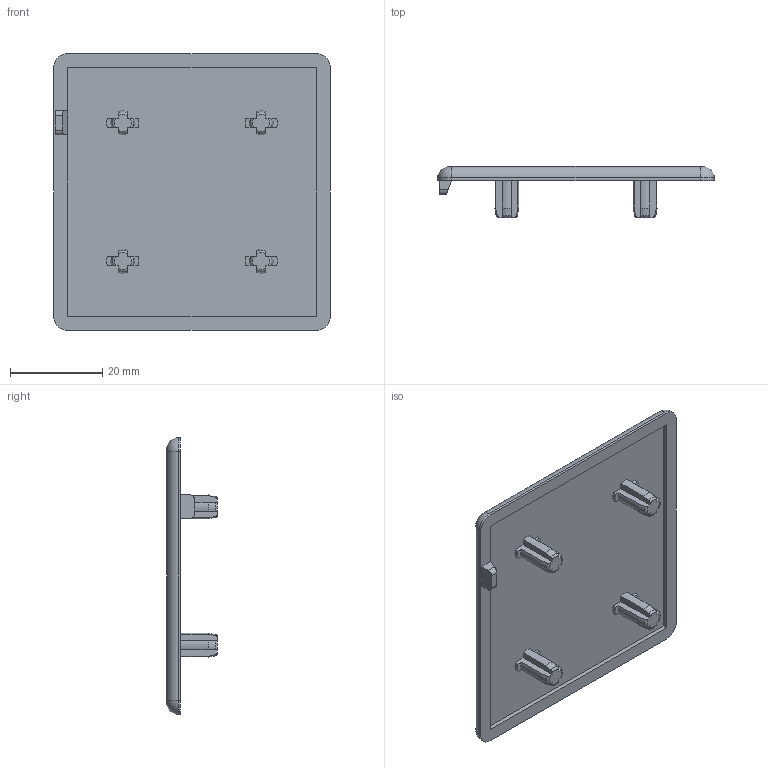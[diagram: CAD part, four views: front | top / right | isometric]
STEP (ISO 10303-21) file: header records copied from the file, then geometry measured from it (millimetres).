
FILE_DESCRIPTION(/* description */ ('STEP AP214'),/* implementation_level */ '2;1');
FILE_NAME(/* name */ '091186(high)',/* time_stamp */ '2025-09-24T13:28:20+02:00',/* author */ ('License CC BY-ND 4.0'),/* organization */ ('CADENAS'),/* preprocessor_version */ 'ST-DEVELOPER v19.3',/* originating_system */ 'PARTsolutions',/* authorisation */ ' ');
FILE_SCHEMA (('AUTOMOTIVE_DESIGN {1 0 10303 214 3 1 1}'));
Length unit declared in the file: millimetre
Products named in the file (1): 091186(high)
Bounding box: 60 x 11 x 60 mm (x, y, z)
Volume: 8168.4 mm3; surface area: 8569.9 mm2
Topology: 1 solids, 1 shells, 130 faces, 359 edges, 236 vertices
Faces by surface type: plane 60, cylinder 34, torus 20, cone 16
Entity records: 4241 total; most frequent: CARTESIAN_POINT 918, ORIENTED_EDGE 718, DIRECTION 661, EDGE_CURVE 359, VERTEX_POINT 236, AXIS2_PLACEMENT_3D 235, LINE 191, VECTOR 191
